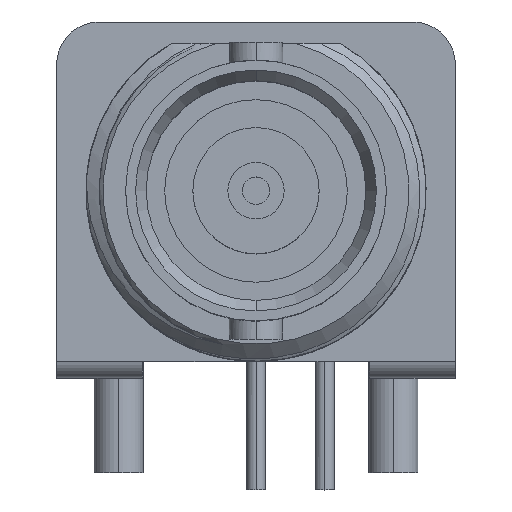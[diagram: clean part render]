
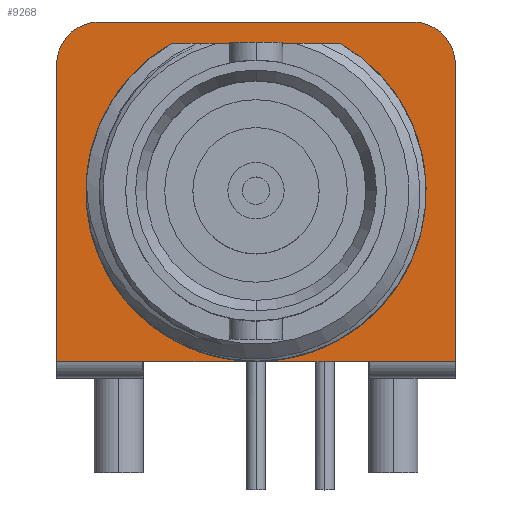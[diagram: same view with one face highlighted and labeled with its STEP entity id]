
A CAD part, top view. The second image highlights one B-rep face of the part: STEP entity #9268.
In plain terms, the highlighted planar face has unit normal (0, 0, 1).
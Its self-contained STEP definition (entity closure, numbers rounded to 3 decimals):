
#1481=CARTESIAN_POINT('',(0.,0.,-21.209));
#1482=DIRECTION('',(0.,0.,-1.));
#1483=DIRECTION('',(0.496,0.868,0.));
#1484=AXIS2_PLACEMENT_3D('',#1481,#1482,#1483);
#1491=CARTESIAN_POINT('',(0.,0.,-21.209));
#1492=DIRECTION('',(0.,0.,-1.));
#1493=DIRECTION('',(-0.082,-0.997,0.));
#1494=AXIS2_PLACEMENT_3D('',#1491,#1492,#1493);
#2191=DIRECTION('',(1.,0.,0.));
#2192=VECTOR('',#2191,6.246);
#2193=CARTESIAN_POINT('',(-3.123,5.465,-21.209));
#2194=LINE('',#2193,#2192);
#2195=DIRECTION('',(-1.,0.,0.));
#2196=VECTOR('',#2195,6.866);
#2197=CARTESIAN_POINT('',(-0.513,-6.274,-21.209));
#2198=LINE('',#2197,#2196);
#2199=DIRECTION('',(0.,1.,0.));
#2200=VECTOR('',#2199,10.973);
#2201=CARTESIAN_POINT('',(-7.379,-6.274,-21.209));
#2202=LINE('',#2201,#2200);
#2203=CARTESIAN_POINT('',(-5.804,4.699,-21.209));
#2204=DIRECTION('',(0.,0.,-1.));
#2205=DIRECTION('',(-1.,0.,0.));
#2206=AXIS2_PLACEMENT_3D('',#2203,#2204,#2205);
#2208=DIRECTION('',(1.,0.,0.));
#2209=VECTOR('',#2208,11.608);
#2210=CARTESIAN_POINT('',(-5.804,6.274,-21.209));
#2211=LINE('',#2210,#2209);
#2212=CARTESIAN_POINT('',(5.804,4.699,-21.209));
#2213=DIRECTION('',(0.,0.,-1.));
#2214=DIRECTION('',(0.,1.,0.));
#2215=AXIS2_PLACEMENT_3D('',#2212,#2213,#2214);
#2217=DIRECTION('',(0.,-1.,0.));
#2218=VECTOR('',#2217,10.973);
#2219=CARTESIAN_POINT('',(7.379,4.699,-21.209));
#2220=LINE('',#2219,#2218);
#2221=DIRECTION('',(-1.,0.,0.));
#2222=VECTOR('',#2221,6.866);
#2223=CARTESIAN_POINT('',(7.379,-6.274,-21.209));
#2224=LINE('',#2223,#2222);
#3125=CARTESIAN_POINT('',(5.804,6.274,-21.209));
#3126=CARTESIAN_POINT('',(7.379,4.699,-21.209));
#3127=VERTEX_POINT('',#3125);
#3128=VERTEX_POINT('',#3126);
#3129=CARTESIAN_POINT('',(7.379,-6.274,-21.209));
#3130=VERTEX_POINT('',#3129);
#3131=CARTESIAN_POINT('',(-7.379,-6.274,-21.209));
#3132=CARTESIAN_POINT('',(-7.379,4.699,-21.209));
#3133=VERTEX_POINT('',#3131);
#3134=VERTEX_POINT('',#3132);
#3135=CARTESIAN_POINT('',(-5.804,6.274,-21.209));
#3136=VERTEX_POINT('',#3135);
#3157=CARTESIAN_POINT('',(3.123,5.465,-21.209));
#3158=CARTESIAN_POINT('',(0.513,-6.274,-21.209));
#3159=VERTEX_POINT('',#3157);
#3160=VERTEX_POINT('',#3158);
#3161=CARTESIAN_POINT('',(-0.513,-6.274,-21.209));
#3162=CARTESIAN_POINT('',(-3.123,5.465,-21.209));
#3163=VERTEX_POINT('',#3161);
#3164=VERTEX_POINT('',#3162);
#9244=CARTESIAN_POINT('',(0.,0.,-21.209));
#9245=DIRECTION('',(0.,0.,-1.));
#9246=DIRECTION('',(-1.,0.,0.));
#9247=AXIS2_PLACEMENT_3D('',#9244,#9245,#9246);
#9248=PLANE('',#9247);
#9249=ORIENTED_EDGE('',*,*,#4807,.F.);
#9250=ORIENTED_EDGE('',*,*,#4037,.F.);
#9251=ORIENTED_EDGE('',*,*,#4811,.F.);
#9253=ORIENTED_EDGE('',*,*,#9252,.T.);
#9255=ORIENTED_EDGE('',*,*,#9254,.T.);
#9257=ORIENTED_EDGE('',*,*,#9256,.T.);
#9259=ORIENTED_EDGE('',*,*,#9258,.T.);
#9261=ORIENTED_EDGE('',*,*,#9260,.T.);
#9263=ORIENTED_EDGE('',*,*,#9262,.T.);
#9265=ORIENTED_EDGE('',*,*,#9264,.T.);
#9266=EDGE_LOOP('',(#9249,#9250,#9251,#9253,#9255,#9257,#9259,#9261,#9263,
#9265));
#9267=FACE_OUTER_BOUND('',#9266,.F.);
#1485=CIRCLE('',#1484,6.295);
#1495=CIRCLE('',#1494,6.295);
#2207=CIRCLE('',#2206,1.575);
#2216=CIRCLE('',#2215,1.575);
#4037=EDGE_CURVE('',#3164,#3159,#2194,.T.);
#4807=EDGE_CURVE('',#3159,#3160,#1485,.T.);
#4811=EDGE_CURVE('',#3163,#3164,#1495,.T.);
#9252=EDGE_CURVE('',#3163,#3133,#2198,.T.);
#9254=EDGE_CURVE('',#3133,#3134,#2202,.T.);
#9256=EDGE_CURVE('',#3134,#3136,#2207,.T.);
#9258=EDGE_CURVE('',#3136,#3127,#2211,.T.);
#9260=EDGE_CURVE('',#3127,#3128,#2216,.T.);
#9262=EDGE_CURVE('',#3128,#3130,#2220,.T.);
#9264=EDGE_CURVE('',#3130,#3160,#2224,.T.);
#9268=ADVANCED_FACE('',(#9267),#9248,.F.);
